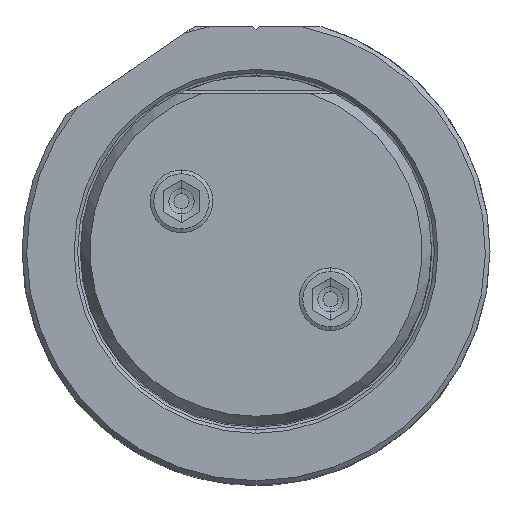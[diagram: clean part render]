
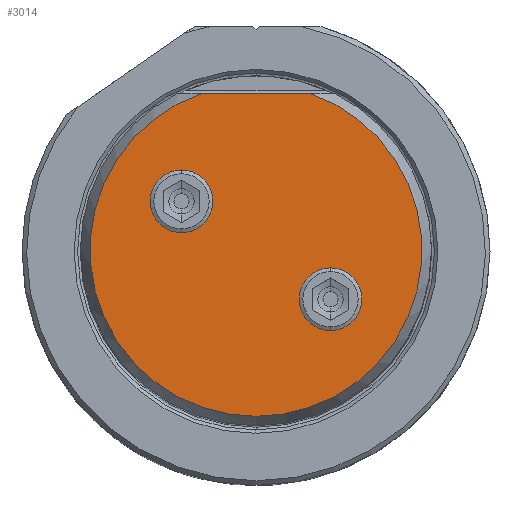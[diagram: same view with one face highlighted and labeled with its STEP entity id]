
A CAD part, top view. The second image highlights one B-rep face of the part: STEP entity #3014.
In plain terms, the highlighted planar face has unit normal (0, 0, 1).
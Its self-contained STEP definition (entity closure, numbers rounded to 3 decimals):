
#2030=FACE_BOUND('',#3933,.T.);
#2031=FACE_BOUND('',#3934,.T.);
#2032=FACE_BOUND('',#3935,.T.);
#2135=PLANE('',#8234);
#2277=CIRCLE('',#8218,3.4);
#2278=CIRCLE('',#8220,3.4);
#2281=CIRCLE('',#8228,3.4);
#2282=CIRCLE('',#8230,3.4);
#2283=CIRCLE('',#8232,18.022);
#2284=CIRCLE('',#8233,18.022);
#2730=LINE('',#12080,#3344);
#3014=ADVANCED_FACE('',(#2030,#2031,#2032),#2135,.T.);
#3344=VECTOR('',#9123,1.);
#3933=EDGE_LOOP('',(#4576,#4577));
#3934=EDGE_LOOP('',(#4578,#4579));
#3935=EDGE_LOOP('',(#4580,#4581,#4582));
#4576=ORIENTED_EDGE('',*,*,#6754,.F.);
#4577=ORIENTED_EDGE('',*,*,#6756,.F.);
#4578=ORIENTED_EDGE('',*,*,#6770,.F.);
#4579=ORIENTED_EDGE('',*,*,#6772,.F.);
#4580=ORIENTED_EDGE('',*,*,#6773,.F.);
#4581=ORIENTED_EDGE('',*,*,#6774,.F.);
#4582=ORIENTED_EDGE('',*,*,#6775,.F.);
#6116=VERTEX_POINT('',#11978);
#6117=VERTEX_POINT('',#11980);
#6126=VERTEX_POINT('',#12070);
#6127=VERTEX_POINT('',#12072);
#6128=VERTEX_POINT('',#12078);
#6129=VERTEX_POINT('',#12079);
#6130=VERTEX_POINT('',#12081);
#6754=EDGE_CURVE('',#6116,#6117,#2277,.T.);
#6756=EDGE_CURVE('',#6117,#6116,#2278,.T.);
#6770=EDGE_CURVE('',#6126,#6127,#2281,.T.);
#6772=EDGE_CURVE('',#6127,#6126,#2282,.T.);
#6773=EDGE_CURVE('',#6128,#6129,#2283,.T.);
#6774=EDGE_CURVE('',#6130,#6128,#2730,.T.);
#6775=EDGE_CURVE('',#6129,#6130,#2284,.T.);
#8218=AXIS2_PLACEMENT_3D('',#11979,#9086,#9087);
#8220=AXIS2_PLACEMENT_3D('',#11983,#9091,#9092);
#8228=AXIS2_PLACEMENT_3D('',#12071,#9112,#9113);
#8230=AXIS2_PLACEMENT_3D('',#12075,#9117,#9118);
#8232=AXIS2_PLACEMENT_3D('',#12077,#9121,#9122);
#8233=AXIS2_PLACEMENT_3D('',#12082,#9124,#9125);
#8234=AXIS2_PLACEMENT_3D('',#12083,#9126,#9127);
#9086=DIRECTION('',(0.,0.,1.));
#9087=DIRECTION('',(1.,0.,0.));
#9091=DIRECTION('',(0.,0.,1.));
#9092=DIRECTION('',(-1.,0.,0.));
#9112=DIRECTION('',(0.,0.,1.));
#9113=DIRECTION('',(1.,0.,0.));
#9117=DIRECTION('',(0.,0.,1.));
#9118=DIRECTION('',(-1.,0.,0.));
#9121=DIRECTION('',(0.,0.,-1.));
#9122=DIRECTION('',(0.324,0.946,0.));
#9123=DIRECTION('',(1.,0.,0.));
#9124=DIRECTION('',(0.,0.,-1.));
#9125=DIRECTION('',(0.,-1.,0.));
#9126=DIRECTION('',(0.,0.,1.));
#9127=DIRECTION('',(1.,0.,0.));
#11978=CARTESIAN_POINT('',(11.487,-5.314,69.85));
#11979=CARTESIAN_POINT('',(8.087,-5.314,69.85));
#11980=CARTESIAN_POINT('',(4.687,-5.314,69.85));
#11983=CARTESIAN_POINT('',(8.087,-5.314,69.85));
#12070=CARTESIAN_POINT('',(-4.687,5.314,69.85));
#12071=CARTESIAN_POINT('',(-8.087,5.314,69.85));
#12072=CARTESIAN_POINT('',(-11.487,5.314,69.85));
#12075=CARTESIAN_POINT('',(-8.087,5.314,69.85));
#12077=CARTESIAN_POINT('',(0.,0.,69.85));
#12078=CARTESIAN_POINT('',(5.839,17.05,69.85));
#12079=CARTESIAN_POINT('',(0.,-18.022,69.85));
#12080=CARTESIAN_POINT('',(-5.839,17.05,69.85));
#12081=CARTESIAN_POINT('',(-5.839,17.05,69.85));
#12082=CARTESIAN_POINT('',(0.,0.,69.85));
#12083=CARTESIAN_POINT('',(0.,-0.486,69.85));
